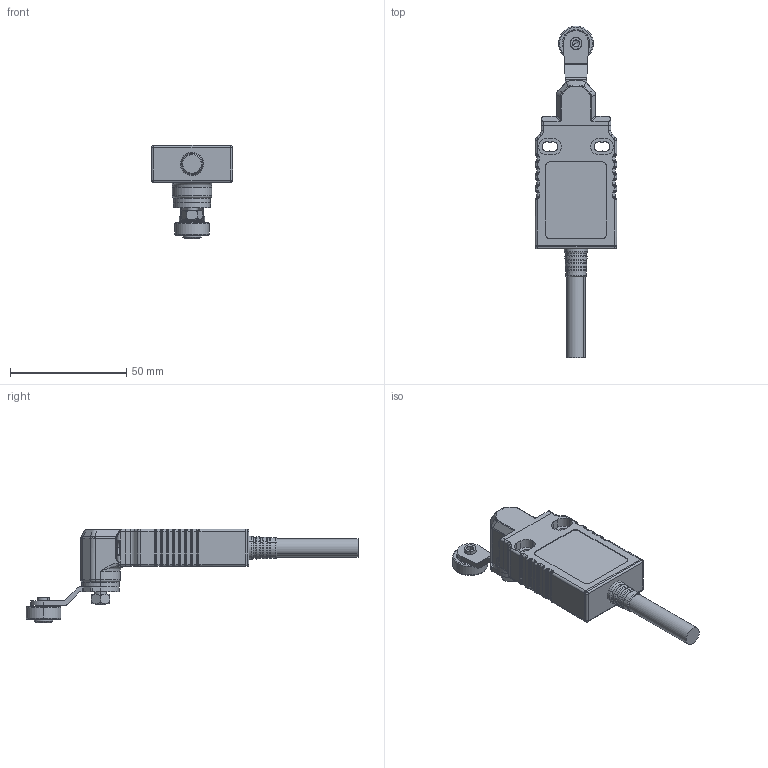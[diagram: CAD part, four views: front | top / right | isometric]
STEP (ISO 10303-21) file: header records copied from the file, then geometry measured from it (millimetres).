
FILE_DESCRIPTION (( 'STEP AP203' ), '1' );
FILE_NAME ('170-LSPM-Roller Lever-Bottom Cable (STEP format).STEP', '2015-08-03T10:31:31', ( '' ), ( '' ), 'SwSTEP 2.0', 'SolidWorks 2013', '' );
FILE_SCHEMA (( 'CONFIG_CONTROL_DESIGN' ));
Length unit declared in the file: millimetre
Products named in the file (1): 170-LSPM-Roller Lever-Bottom Cable (STEP format)
Bounding box: 35 x 143 x 40.2 mm (x, y, z)
Volume: 23912.1 mm3; surface area: 23761.1 mm2
Topology: 13 solids, 13 shells, 1110 faces, 2633 edges, 1517 vertices
Faces by surface type: cylinder 483, plane 328, torus 131, sphere 74, bspline 64, cone 30
Entity records: 32353 total; most frequent: CARTESIAN_POINT 7357, DIRECTION 5534, ORIENTED_EDGE 5058, EDGE_CURVE 2529, AXIS2_PLACEMENT_3D 2156, VERTEX_POINT 1493, LINE 1222, VECTOR 1222
